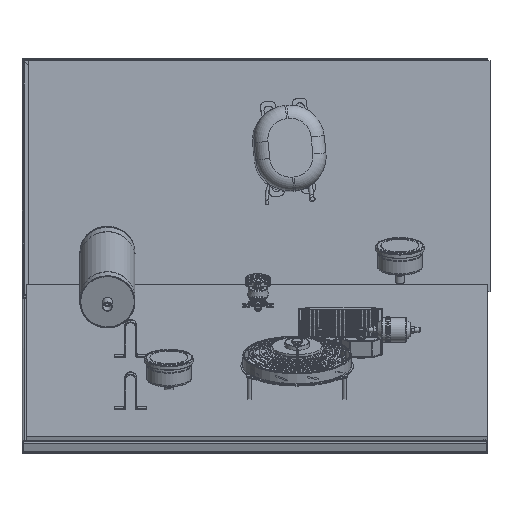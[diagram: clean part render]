
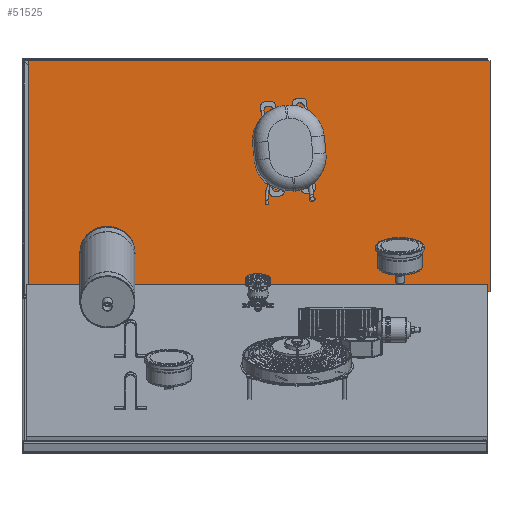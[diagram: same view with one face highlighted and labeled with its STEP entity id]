
A CAD part, top view. The second image highlights one B-rep face of the part: STEP entity #51525.
In plain terms, the highlighted planar face has unit normal (0, 0, 1).
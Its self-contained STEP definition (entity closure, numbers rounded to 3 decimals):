
#6227=PLANE('',#55354);
#7649=FACE_OUTER_BOUND('',#10657,.T.);
#10657=EDGE_LOOP('',(#35774,#35775,#35776,#35777,#35778,#35779,#35780,#35781));
#14065=LINE('',#75084,#18032);
#14069=LINE('',#75091,#18036);
#14072=LINE('',#75097,#18039);
#14075=LINE('',#75103,#18042);
#14078=LINE('',#75109,#18045);
#14081=LINE('',#75115,#18048);
#14084=LINE('',#75121,#18051);
#14086=LINE('',#75124,#18053);
#18032=VECTOR('',#61079,510.);
#18036=VECTOR('',#61085,23.261);
#18039=VECTOR('',#61090,10.);
#18042=VECTOR('',#61095,971.193);
#18045=VECTOR('',#61100,10.);
#18048=VECTOR('',#61105,25.546);
#18051=VECTOR('',#61110,510.);
#18053=VECTOR('',#61114,1020.);
#22230=VERTEX_POINT('',#75081);
#22231=VERTEX_POINT('',#75083);
#22233=VERTEX_POINT('',#75089);
#22235=VERTEX_POINT('',#75095);
#22237=VERTEX_POINT('',#75101);
#22239=VERTEX_POINT('',#75107);
#22241=VERTEX_POINT('',#75113);
#22243=VERTEX_POINT('',#75119);
#27426=EDGE_CURVE('',#22231,#22230,#14065,.T.);
#27430=EDGE_CURVE('',#22230,#22233,#14069,.T.);
#27433=EDGE_CURVE('',#22233,#22235,#14072,.T.);
#27436=EDGE_CURVE('',#22235,#22237,#14075,.T.);
#27439=EDGE_CURVE('',#22237,#22239,#14078,.T.);
#27442=EDGE_CURVE('',#22239,#22241,#14081,.T.);
#27445=EDGE_CURVE('',#22241,#22243,#14084,.T.);
#27447=EDGE_CURVE('',#22243,#22231,#14086,.T.);
#35774=ORIENTED_EDGE('',*,*,#27426,.T.);
#35775=ORIENTED_EDGE('',*,*,#27430,.T.);
#35776=ORIENTED_EDGE('',*,*,#27433,.T.);
#35777=ORIENTED_EDGE('',*,*,#27436,.T.);
#35778=ORIENTED_EDGE('',*,*,#27439,.T.);
#35779=ORIENTED_EDGE('',*,*,#27442,.T.);
#35780=ORIENTED_EDGE('',*,*,#27445,.T.);
#35781=ORIENTED_EDGE('',*,*,#27447,.T.);
#51525=ADVANCED_FACE('',(#7649),#6227,.T.);
#55354=AXIS2_PLACEMENT_3D('',#75125,#61115,#61116);
#61079=DIRECTION('',(0.,-1.,0.));
#61085=DIRECTION('',(1.,0.,0.));
#61090=DIRECTION('',(0.,-1.,0.));
#61095=DIRECTION('',(1.,0.,0.));
#61100=DIRECTION('',(0.,1.,0.));
#61105=DIRECTION('',(1.,0.,0.));
#61110=DIRECTION('',(0.,1.,0.));
#61114=DIRECTION('',(-1.,0.,0.));
#61115=DIRECTION('center_axis',(0.,0.,1.));
#61116=DIRECTION('ref_axis',(1.,0.,0.));
#75081=CARTESIAN_POINT('',(-371.055,-243.255,10.));
#75083=CARTESIAN_POINT('',(-371.055,266.745,10.));
#75084=CARTESIAN_POINT('',(-371.055,266.745,10.));
#75089=CARTESIAN_POINT('',(-347.794,-243.255,10.));
#75091=CARTESIAN_POINT('',(-371.055,-243.255,10.));
#75095=CARTESIAN_POINT('',(-347.794,-253.255,10.));
#75097=CARTESIAN_POINT('',(-347.794,-243.255,10.));
#75101=CARTESIAN_POINT('',(623.399,-253.255,10.));
#75103=CARTESIAN_POINT('',(-347.794,-253.255,10.));
#75107=CARTESIAN_POINT('',(623.399,-243.255,10.));
#75109=CARTESIAN_POINT('',(623.399,-253.255,10.));
#75113=CARTESIAN_POINT('',(648.945,-243.255,10.));
#75115=CARTESIAN_POINT('',(623.399,-243.255,10.));
#75119=CARTESIAN_POINT('',(648.945,266.745,10.));
#75121=CARTESIAN_POINT('',(648.945,-243.255,10.));
#75124=CARTESIAN_POINT('',(648.945,266.745,10.));
#75125=CARTESIAN_POINT('Origin',(0.,0.,10.));
